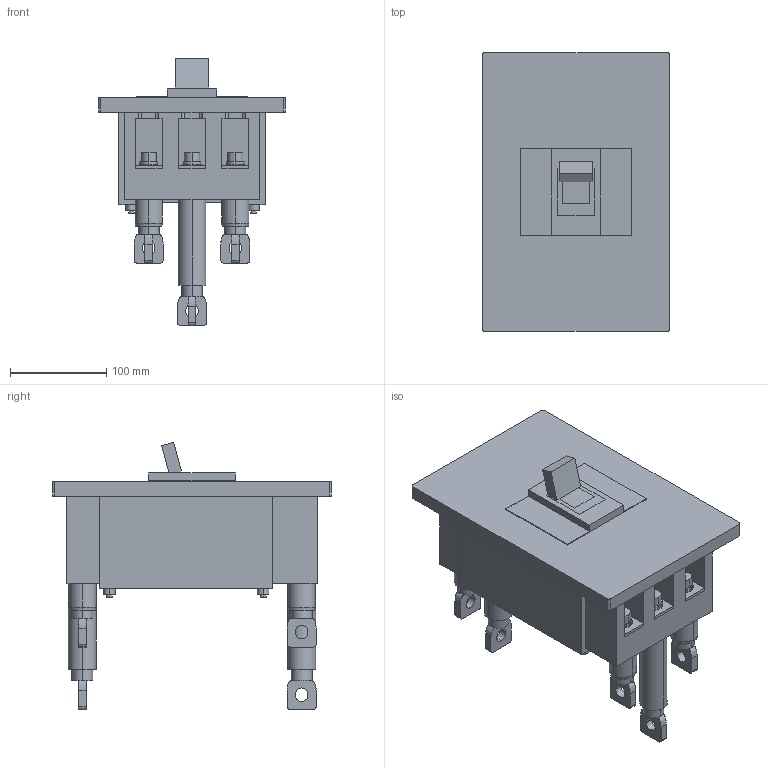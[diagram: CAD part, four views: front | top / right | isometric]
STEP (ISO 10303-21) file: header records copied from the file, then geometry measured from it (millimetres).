
FILE_DESCRIPTION (( 'STEP AP214' ), '1' );
FILE_NAME ('PS630NF3P.STEP', '2023-03-14T05:22:20', ( 'CAD' ), ( '' ), 'SwSTEP 2.0', 'SolidWorks 2015', '' );
FILE_SCHEMA (( 'AUTOMOTIVE_DESIGN' ));
Length unit declared in the file: millimetre
Products named in the file (1): PS630NF3P
Bounding box: 194 x 290 x 277.81 mm (x, y, z)
Volume: 4496784.8 mm3; surface area: 323921.8 mm2
Topology: 23 solids, 23 shells, 427 faces, 1016 edges, 672 vertices
Faces by surface type: plane 253, cylinder 154, bspline 12, cone 8
Entity records: 15854 total; most frequent: CARTESIAN_POINT 2922, DIRECTION 2120, ORIENTED_EDGE 2032, EDGE_CURVE 1016, AXIS2_PLACEMENT_3D 748, VERTEX_POINT 672, LINE 624, VECTOR 624
